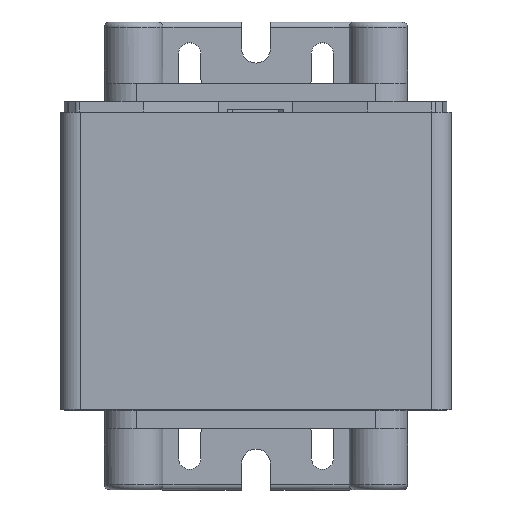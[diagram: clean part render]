
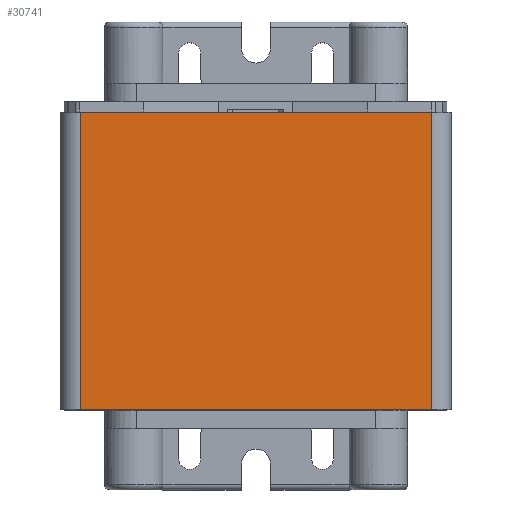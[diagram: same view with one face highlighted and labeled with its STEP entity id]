
A CAD part, top view. The second image highlights one B-rep face of the part: STEP entity #30741.
In plain terms, the highlighted planar face has unit normal (0, 0, 1).
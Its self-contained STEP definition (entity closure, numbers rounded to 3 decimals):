
#35=DIRECTION('',(1.,0.,0.));
#36=VECTOR('',#35,66.077);
#37=CARTESIAN_POINT('',(-33.04,-15.1,25.2));
#38=LINE('',#37,#36);
#1635=DIRECTION('',(1.,0.,0.));
#1636=VECTOR('',#1635,66.077);
#1637=CARTESIAN_POINT('',(-33.04,40.9,25.2));
#1638=LINE('',#1637,#1636);
#12580=DIRECTION('',(0.,-1.,0.));
#12581=VECTOR('',#12580,56.);
#12582=CARTESIAN_POINT('',(33.037,40.9,25.2));
#12583=LINE('',#12582,#12581);
#12584=DIRECTION('',(0.,-1.,0.));
#12585=VECTOR('',#12584,56.);
#12586=CARTESIAN_POINT('',(-33.04,40.9,25.2));
#12587=LINE('',#12586,#12585);
#16038=CARTESIAN_POINT('',(-33.04,-15.1,25.2));
#16039=VERTEX_POINT('',#16038);
#16040=CARTESIAN_POINT('',(33.037,-15.1,25.2));
#16041=VERTEX_POINT('',#16040);
#16054=CARTESIAN_POINT('',(-33.04,40.9,25.2));
#16055=VERTEX_POINT('',#16054);
#16056=CARTESIAN_POINT('',(33.037,40.9,25.2));
#16057=VERTEX_POINT('',#16056);
#30729=CARTESIAN_POINT('',(-33.04,42.9,25.2));
#30730=DIRECTION('',(0.,0.,1.));
#30731=DIRECTION('',(1.,0.,0.));
#30732=AXIS2_PLACEMENT_3D('',#30729,#30730,#30731);
#30733=PLANE('',#30732);
#30734=ORIENTED_EDGE('',*,*,#17510,.T.);
#30735=ORIENTED_EDGE('',*,*,#30724,.T.);
#30736=ORIENTED_EDGE('',*,*,#16205,.F.);
#30738=ORIENTED_EDGE('',*,*,#30737,.F.);
#30739=EDGE_LOOP('',(#30734,#30735,#30736,#30738));
#30740=FACE_OUTER_BOUND('',#30739,.F.);
#30741=ADVANCED_FACE('',(#30740),#30733,.T.);
#16205=EDGE_CURVE('',#16039,#16041,#38,.T.);
#17510=EDGE_CURVE('',#16055,#16057,#1638,.T.);
#30724=EDGE_CURVE('',#16057,#16041,#12583,.T.);
#30737=EDGE_CURVE('',#16055,#16039,#12587,.T.);
